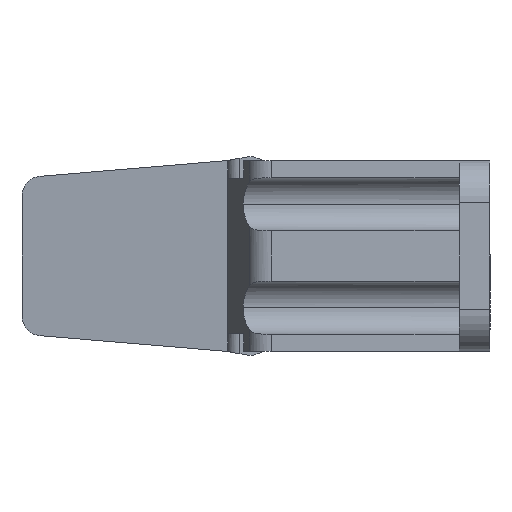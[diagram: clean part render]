
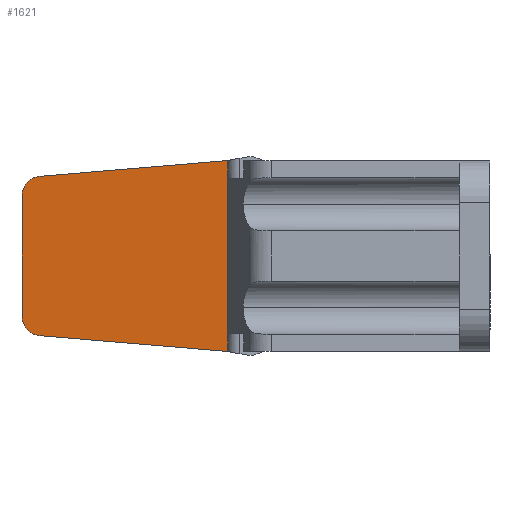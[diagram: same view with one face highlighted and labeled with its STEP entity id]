
A CAD part, front view. The second image highlights one B-rep face of the part: STEP entity #1621.
In plain terms, the highlighted planar face has unit normal (-0.092, -0.996, 0).
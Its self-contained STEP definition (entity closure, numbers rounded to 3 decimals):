
#112=DIRECTION('',(0.,0.,1.));
#113=VECTOR('',#112,0.725);
#114=CARTESIAN_POINT('',(-10.65,-1.225,-3.875));
#115=LINE('',#114,#113);
#116=DIRECTION('',(0.992,-0.092,-0.083));
#117=VECTOR('',#116,7.676);
#118=CARTESIAN_POINT('',(-18.267,-0.518,
-3.236));
#119=LINE('',#118,#117);
#120=CARTESIAN_POINT('',(-19.,-0.45,-2.439));
#121=CARTESIAN_POINT('',(-19.,-0.45,-2.562));
#122=CARTESIAN_POINT('',(-18.95,-0.455,
-2.761));
#123=CARTESIAN_POINT('',(-18.8,-0.469,
-2.991));
#124=CARTESIAN_POINT('',(-18.583,-0.489,
-3.16));
#125=CARTESIAN_POINT('',(-18.389,-0.507,
-3.226));
#126=CARTESIAN_POINT('',(-18.267,-0.518,
-3.236));
#128=DIRECTION('',(0.,0.,1.));
#129=VECTOR('',#128,4.879);
#130=CARTESIAN_POINT('',(-19.,-0.45,-2.439));
#131=LINE('',#130,#129);
#132=CARTESIAN_POINT('',(-18.267,-0.518,
3.236));
#133=CARTESIAN_POINT('',(-18.389,-0.507,
3.226));
#134=CARTESIAN_POINT('',(-18.583,-0.489,
3.16));
#135=CARTESIAN_POINT('',(-18.8,-0.469,
2.991));
#136=CARTESIAN_POINT('',(-18.95,-0.455,
2.761));
#137=CARTESIAN_POINT('',(-19.,-0.45,2.562));
#138=CARTESIAN_POINT('',(-19.,-0.45,2.439));
#140=DIRECTION('',(-0.992,0.092,-0.083));
#141=VECTOR('',#140,7.676);
#142=CARTESIAN_POINT('',(-10.65,-1.225,3.875));
#143=LINE('',#142,#141);
#144=DIRECTION('',(0.,0.,1.));
#145=VECTOR('',#144,0.725);
#146=CARTESIAN_POINT('',(-10.65,-1.225,3.15));
#147=LINE('',#146,#145);
#411=DIRECTION('',(0.,0.,1.));
#412=VECTOR('',#411,6.3);
#413=CARTESIAN_POINT('',(-10.65,-1.225,-3.15));
#414=LINE('',#413,#412);
#1212=VERTEX_POINT('',#120);
#1213=VERTEX_POINT('',#126);
#1218=CARTESIAN_POINT('',(-18.267,-0.518,
3.236));
#1220=VERTEX_POINT('',#1218);
#1222=VERTEX_POINT('',#138);
#1488=CARTESIAN_POINT('',(-10.65,-1.225,-3.875));
#1489=CARTESIAN_POINT('',(-10.65,-1.225,-3.15));
#1490=VERTEX_POINT('',#1488);
#1491=VERTEX_POINT('',#1489);
#1492=CARTESIAN_POINT('',(-10.65,-1.225,3.15));
#1493=CARTESIAN_POINT('',(-10.65,-1.225,3.875));
#1494=VERTEX_POINT('',#1492);
#1495=VERTEX_POINT('',#1493);
#1600=CARTESIAN_POINT('',(-19.,-0.45,-3.875));
#1601=DIRECTION('',(-0.092,-0.996,0.));
#1602=DIRECTION('',(0.996,-0.092,0.));
#1603=AXIS2_PLACEMENT_3D('',#1600,#1601,#1602);
#1604=PLANE('',#1603);
#1606=ORIENTED_EDGE('',*,*,#1605,.F.);
#1607=ORIENTED_EDGE('',*,*,#1562,.F.);
#1608=ORIENTED_EDGE('',*,*,#1591,.F.);
#1610=ORIENTED_EDGE('',*,*,#1609,.T.);
#1612=ORIENTED_EDGE('',*,*,#1611,.F.);
#1614=ORIENTED_EDGE('',*,*,#1613,.F.);
#1616=ORIENTED_EDGE('',*,*,#1615,.F.);
#1618=ORIENTED_EDGE('',*,*,#1617,.F.);
#1619=EDGE_LOOP('',(#1606,#1607,#1608,#1610,#1612,#1614,#1616,#1618));
#1620=FACE_OUTER_BOUND('',#1619,.F.);
#1621=ADVANCED_FACE('',(#1620),#1604,.T.);
#127=B_SPLINE_CURVE_WITH_KNOTS('',3,(#120,#121,#122,#123,#124,#125,#126),
.UNSPECIFIED.,.F.,.F.,(4,1,1,1,4),(0.,0.25,0.5,0.75,1.),
.UNSPECIFIED.);
#139=B_SPLINE_CURVE_WITH_KNOTS('',3,(#132,#133,#134,#135,#136,#137,#138),
.UNSPECIFIED.,.F.,.F.,(4,1,1,1,4),(0.,0.25,0.5,0.75,1.),
.UNSPECIFIED.);
#1562=EDGE_CURVE('',#1213,#1490,#119,.T.);
#1591=EDGE_CURVE('',#1212,#1213,#127,.T.);
#1605=EDGE_CURVE('',#1490,#1491,#115,.T.);
#1609=EDGE_CURVE('',#1212,#1222,#131,.T.);
#1611=EDGE_CURVE('',#1220,#1222,#139,.T.);
#1613=EDGE_CURVE('',#1495,#1220,#143,.T.);
#1615=EDGE_CURVE('',#1494,#1495,#147,.T.);
#1617=EDGE_CURVE('',#1491,#1494,#414,.T.);
